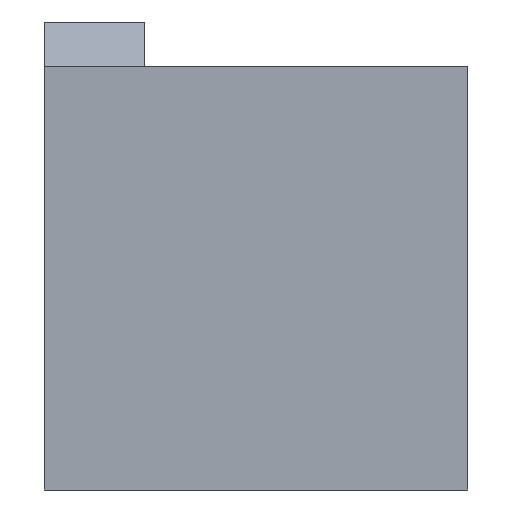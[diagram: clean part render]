
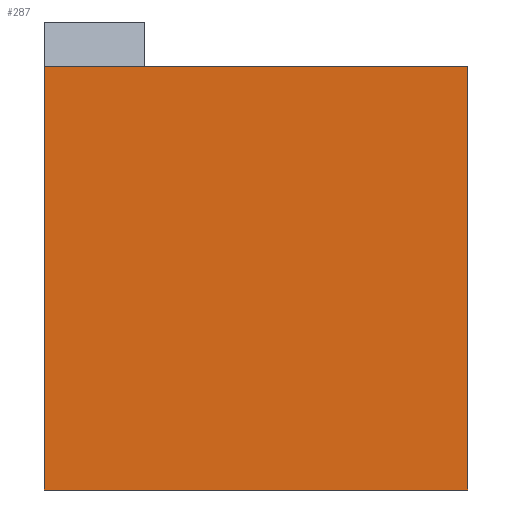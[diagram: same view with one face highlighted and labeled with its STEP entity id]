
A CAD part, front view. The second image highlights one B-rep face of the part: STEP entity #287.
In plain terms, the highlighted planar face has unit normal (0, -1, 0).
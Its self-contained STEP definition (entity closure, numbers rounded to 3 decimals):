
#219=CARTESIAN_POINT('',(23.669,-150.,0.0));
#220=VERTEX_POINT('',#219);
#227=CARTESIAN_POINT('',(23.669,-150.,-25.0));
#228=VERTEX_POINT('',#227);
#229=CARTESIAN_POINT('',(23.669,-150.,-12.6));
#230=DIRECTION('',(0.0,0.0,-1.0));
#231=VECTOR('',#230,1.0);
#232=LINE('',#229,#231);
#233=EDGE_CURVE('n� 1197',#220,#228,#232,.T.);
#257=CARTESIAN_POINT('',(-1.331,-150.,0.0));
#258=VERTEX_POINT('',#257);
#259=CARTESIAN_POINT('',(-1.331,-150.,-25.0));
#260=VERTEX_POINT('',#259);
#261=CARTESIAN_POINT('',(-1.331,-150.,-12.6));
#262=DIRECTION('',(0.0,0.0,-1.0));
#263=VECTOR('',#262,1.0);
#264=LINE('',#261,#263);
#265=EDGE_CURVE('n� 1218',#258,#260,#264,.T.);
#266=ORIENTED_EDGE('',*,*,#265,.T.);
#267=CARTESIAN_POINT('',(11.269,-150.,-25.0));
#268=DIRECTION('',(-1.0,0.0,0.0));
#269=VECTOR('',#268,1.0);
#270=LINE('',#267,#269);
#271=EDGE_CURVE('n� 1222',#228,#260,#270,.T.);
#272=ORIENTED_EDGE('',*,*,#271,.F.);
#273=ORIENTED_EDGE('',*,*,#233,.F.);
#274=CARTESIAN_POINT('',(11.269,-150.,0.0));
#275=DIRECTION('',(-1.0,0.0,0.0));
#276=VECTOR('',#275,1.0);
#277=LINE('',#274,#276);
#278=EDGE_CURVE('n� 1228',#220,#258,#277,.T.);
#279=ORIENTED_EDGE('',*,*,#278,.T.);
#280=EDGE_LOOP('',(#266,#272,#273,#279));
#281=FACE_OUTER_BOUND('',#280,.T.);
#282=CARTESIAN_POINT('',(11.269,-150.,-12.6));
#283=DIRECTION('',(0.0,1.0,0.0));
#284=DIRECTION('',(-1.0,0.0,0.0));
#285=AXIS2_PLACEMENT_3D('',#282,#283,#284);
#286=PLANE('',#285);
#287=ADVANCED_FACE('n� 1209',(#281),#286,.F.);
